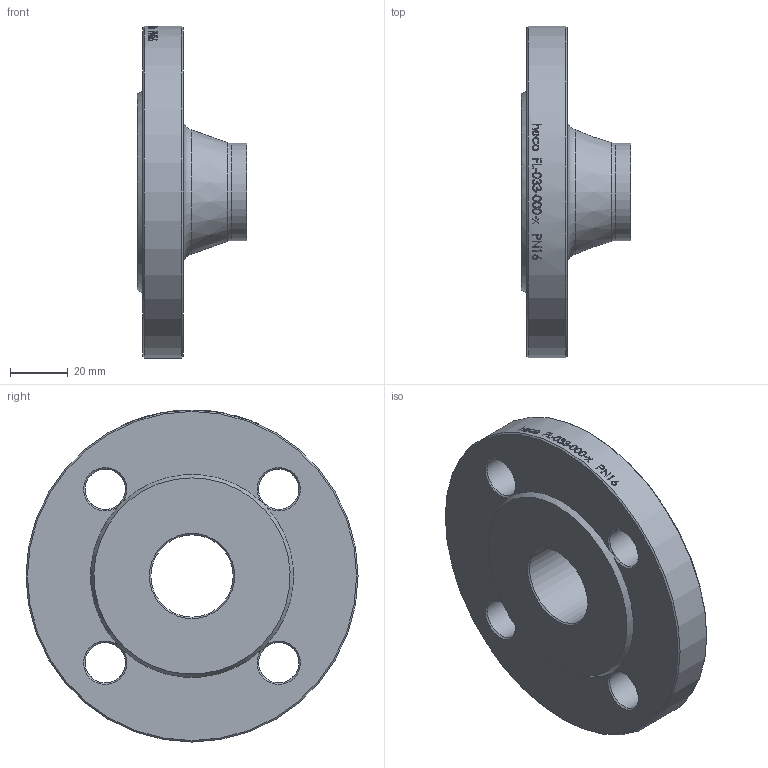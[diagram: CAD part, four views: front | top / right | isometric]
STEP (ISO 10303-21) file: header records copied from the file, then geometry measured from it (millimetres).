
FILE_DESCRIPTION (( 'STEP AP214' ), '1' );
FILE_NAME ('FL-033-000-x Vorschweissflansch DN25 PN16 iso DIN2633 2009.STEP', '2020-09-08T10:41:42', ( '' ), ( '' ), 'SwSTEP 2.0', 'SolidWorks 2019', '' );
FILE_SCHEMA (( 'AUTOMOTIVE_DESIGN' ));
Length unit declared in the file: millimetre
Products named in the file (1): FL-033-000-x Vorschweissflansch DN25 PN16 iso DIN2633 2009
Bounding box: 38 x 115 x 115 mm (x, y, z)
Volume: 145164.5 mm3; surface area: 31040 mm2
Topology: 1 solids, 1 shells, 54 faces, 270 edges, 244 vertices
Faces by surface type: cylinder 35, cone 13, plane 4, torus 2
Full cylindrical faces by diameter (mm): 14 x4, 28.5 x1, 33.7 x1, 115 x1
Entity records: 6015 total; most frequent: CARTESIAN_POINT 3806, ORIENTED_EDGE 474, DIRECTION 282, EDGE_CURVE 237, VERTEX_POINT 233, B_SPLINE_CURVE_WITH_KNOTS 136, AXIS2_PLACEMENT_3D 126, EDGE_LOOP 112
